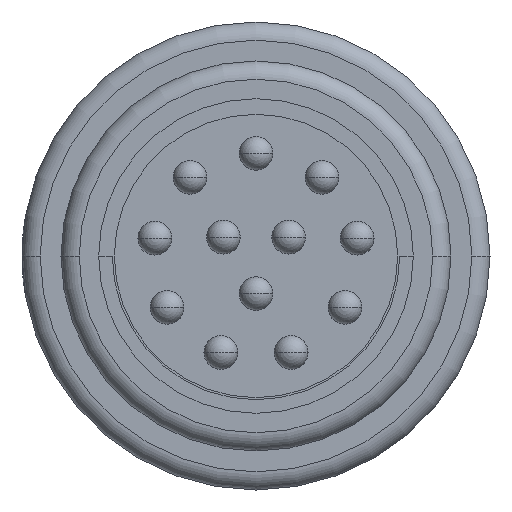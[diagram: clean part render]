
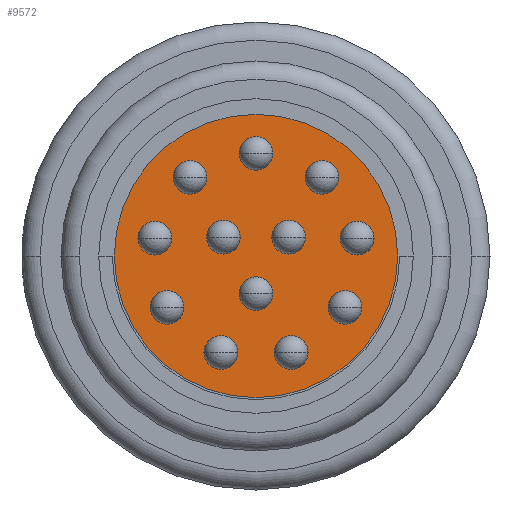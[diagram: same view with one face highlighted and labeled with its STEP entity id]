
A CAD part, left-side view. The second image highlights one B-rep face of the part: STEP entity #9572.
In plain terms, the highlighted planar face has unit normal (-1, 0, 0).
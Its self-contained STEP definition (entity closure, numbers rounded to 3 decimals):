
#3754=CARTESIAN_POINT('',(-2.1,0.,0.));
#3755=DIRECTION('',(-1.,0.,0.));
#3756=DIRECTION('',(0.,0.,1.));
#3757=AXIS2_PLACEMENT_3D('',#3754,#3755,#3756);
#3762=CARTESIAN_POINT('',(-2.1,0.,0.));
#3763=DIRECTION('',(-1.,0.,0.));
#3764=DIRECTION('',(0.,0.,-1.));
#3765=AXIS2_PLACEMENT_3D('',#3762,#3763,#3764);
#3770=CARTESIAN_POINT('',(-2.1,0.,3.95));
#3771=DIRECTION('',(-1.,0.,0.));
#3772=DIRECTION('',(0.,1.,0.));
#3773=AXIS2_PLACEMENT_3D('',#3770,#3771,#3772);
#3778=CARTESIAN_POINT('',(-2.1,0.,3.95));
#3779=DIRECTION('',(-1.,0.,0.));
#3780=DIRECTION('',(0.,-1.,0.));
#3781=AXIS2_PLACEMENT_3D('',#3778,#3779,#3780);
#3786=CARTESIAN_POINT('',(-2.1,2.539,3.026));
#3787=DIRECTION('',(-1.,0.,0.));
#3788=DIRECTION('',(0.,-1.,0.));
#3789=AXIS2_PLACEMENT_3D('',#3786,#3787,#3788);
#3794=CARTESIAN_POINT('',(-2.1,2.539,3.026));
#3795=DIRECTION('',(-1.,0.,0.));
#3796=DIRECTION('',(0.,1.,0.));
#3797=AXIS2_PLACEMENT_3D('',#3794,#3795,#3796);
#3802=CARTESIAN_POINT('',(-2.1,3.89,0.686));
#3803=DIRECTION('',(-1.,0.,0.));
#3804=DIRECTION('',(0.,-1.,0.));
#3805=AXIS2_PLACEMENT_3D('',#3802,#3803,#3804);
#3810=CARTESIAN_POINT('',(-2.1,3.89,0.686));
#3811=DIRECTION('',(-1.,0.,0.));
#3812=DIRECTION('',(0.,1.,0.));
#3813=AXIS2_PLACEMENT_3D('',#3810,#3811,#3812);
#3818=CARTESIAN_POINT('',(-2.1,3.421,-1.975));
#3819=DIRECTION('',(-1.,0.,0.));
#3820=DIRECTION('',(0.,-1.,0.));
#3821=AXIS2_PLACEMENT_3D('',#3818,#3819,#3820);
#3826=CARTESIAN_POINT('',(-2.1,3.421,-1.975));
#3827=DIRECTION('',(-1.,0.,0.));
#3828=DIRECTION('',(0.,1.,0.));
#3829=AXIS2_PLACEMENT_3D('',#3826,#3827,#3828);
#3834=CARTESIAN_POINT('',(-2.1,-2.539,3.026));
#3835=DIRECTION('',(-1.,0.,0.));
#3836=DIRECTION('',(0.,1.,0.));
#3837=AXIS2_PLACEMENT_3D('',#3834,#3835,#3836);
#3842=CARTESIAN_POINT('',(-2.1,-2.539,3.026));
#3843=DIRECTION('',(-1.,0.,0.));
#3844=DIRECTION('',(0.,-1.,0.));
#3845=AXIS2_PLACEMENT_3D('',#3842,#3843,#3844);
#3850=CARTESIAN_POINT('',(-2.1,1.351,-3.712));
#3851=DIRECTION('',(-1.,0.,0.));
#3852=DIRECTION('',(0.,-1.,0.));
#3853=AXIS2_PLACEMENT_3D('',#3850,#3851,#3852);
#3858=CARTESIAN_POINT('',(-2.1,1.351,-3.712));
#3859=DIRECTION('',(-1.,0.,0.));
#3860=DIRECTION('',(0.,1.,0.));
#3861=AXIS2_PLACEMENT_3D('',#3858,#3859,#3860);
#3866=CARTESIAN_POINT('',(-2.1,-3.421,-1.975));
#3867=DIRECTION('',(-1.,0.,0.));
#3868=DIRECTION('',(0.,-1.,0.));
#3869=AXIS2_PLACEMENT_3D('',#3866,#3867,#3868);
#3874=CARTESIAN_POINT('',(-2.1,-3.421,-1.975));
#3875=DIRECTION('',(-1.,0.,0.));
#3876=DIRECTION('',(0.,1.,0.));
#3877=AXIS2_PLACEMENT_3D('',#3874,#3875,#3876);
#3882=CARTESIAN_POINT('',(-2.1,-3.89,0.686));
#3883=DIRECTION('',(-1.,0.,0.));
#3884=DIRECTION('',(0.,-1.,0.));
#3885=AXIS2_PLACEMENT_3D('',#3882,#3883,#3884);
#3890=CARTESIAN_POINT('',(-2.1,-3.89,0.686));
#3891=DIRECTION('',(-1.,0.,0.));
#3892=DIRECTION('',(0.,1.,0.));
#3893=AXIS2_PLACEMENT_3D('',#3890,#3891,#3892);
#3898=CARTESIAN_POINT('',(-2.1,-1.256,0.725));
#3899=DIRECTION('',(-1.,0.,0.));
#3900=DIRECTION('',(0.,-1.,0.));
#3901=AXIS2_PLACEMENT_3D('',#3898,#3899,#3900);
#3906=CARTESIAN_POINT('',(-2.1,-1.256,0.725));
#3907=DIRECTION('',(-1.,0.,0.));
#3908=DIRECTION('',(0.,1.,0.));
#3909=AXIS2_PLACEMENT_3D('',#3906,#3907,#3908);
#3914=CARTESIAN_POINT('',(-2.1,1.256,0.725));
#3915=DIRECTION('',(-1.,0.,0.));
#3916=DIRECTION('',(0.,-1.,0.));
#3917=AXIS2_PLACEMENT_3D('',#3914,#3915,#3916);
#3922=CARTESIAN_POINT('',(-2.1,1.256,0.725));
#3923=DIRECTION('',(-1.,0.,0.));
#3924=DIRECTION('',(0.,1.,0.));
#3925=AXIS2_PLACEMENT_3D('',#3922,#3923,#3924);
#3930=CARTESIAN_POINT('',(-2.1,0.,-1.45));
#3931=DIRECTION('',(-1.,0.,0.));
#3932=DIRECTION('',(0.,-1.,0.));
#3933=AXIS2_PLACEMENT_3D('',#3930,#3931,#3932);
#3938=CARTESIAN_POINT('',(-2.1,0.,-1.45));
#3939=DIRECTION('',(-1.,0.,0.));
#3940=DIRECTION('',(0.,1.,0.));
#3941=AXIS2_PLACEMENT_3D('',#3938,#3939,#3940);
#3946=CARTESIAN_POINT('',(-2.1,-1.351,-3.712));
#3947=DIRECTION('',(-1.,0.,0.));
#3948=DIRECTION('',(0.,-1.,0.));
#3949=AXIS2_PLACEMENT_3D('',#3946,#3947,#3948);
#3954=CARTESIAN_POINT('',(-2.1,-1.351,-3.712));
#3955=DIRECTION('',(-1.,0.,0.));
#3956=DIRECTION('',(0.,1.,0.));
#3957=AXIS2_PLACEMENT_3D('',#3954,#3955,#3956);
#4514=CARTESIAN_POINT('',(-2.1,0.,5.45));
#4515=CARTESIAN_POINT('',(-2.1,0.,-5.45));
#4516=VERTEX_POINT('',#4514);
#4517=VERTEX_POINT('',#4515);
#4829=CARTESIAN_POINT('',(-2.1,0.65,3.95));
#4830=CARTESIAN_POINT('',(-2.1,-0.65,3.95));
#4831=VERTEX_POINT('',#4829);
#4832=VERTEX_POINT('',#4830);
#4833=CARTESIAN_POINT('',(-2.1,1.889,3.026));
#4834=CARTESIAN_POINT('',(-2.1,3.189,3.026));
#4835=VERTEX_POINT('',#4833);
#4836=VERTEX_POINT('',#4834);
#4837=CARTESIAN_POINT('',(-2.1,3.24,0.686));
#4838=CARTESIAN_POINT('',(-2.1,4.54,0.686));
#4839=VERTEX_POINT('',#4837);
#4840=VERTEX_POINT('',#4838);
#4841=CARTESIAN_POINT('',(-2.1,2.771,-1.975));
#4842=CARTESIAN_POINT('',(-2.1,4.071,-1.975));
#4843=VERTEX_POINT('',#4841);
#4844=VERTEX_POINT('',#4842);
#4845=CARTESIAN_POINT('',(-2.1,-1.889,3.026));
#4846=CARTESIAN_POINT('',(-2.1,-3.189,3.026));
#4847=VERTEX_POINT('',#4845);
#4848=VERTEX_POINT('',#4846);
#4849=CARTESIAN_POINT('',(-2.1,0.701,-3.712));
#4850=CARTESIAN_POINT('',(-2.1,2.001,-3.712));
#4851=VERTEX_POINT('',#4849);
#4852=VERTEX_POINT('',#4850);
#4853=CARTESIAN_POINT('',(-2.1,-4.071,-1.975));
#4854=CARTESIAN_POINT('',(-2.1,-2.771,-1.975));
#4855=VERTEX_POINT('',#4853);
#4856=VERTEX_POINT('',#4854);
#4857=CARTESIAN_POINT('',(-2.1,-4.54,0.686));
#4858=CARTESIAN_POINT('',(-2.1,-3.24,0.686));
#4859=VERTEX_POINT('',#4857);
#4860=VERTEX_POINT('',#4858);
#4861=CARTESIAN_POINT('',(-2.1,-1.906,0.725));
#4862=CARTESIAN_POINT('',(-2.1,-0.606,0.725));
#4863=VERTEX_POINT('',#4861);
#4864=VERTEX_POINT('',#4862);
#4865=CARTESIAN_POINT('',(-2.1,0.606,0.725));
#4866=CARTESIAN_POINT('',(-2.1,1.906,0.725));
#4867=VERTEX_POINT('',#4865);
#4868=VERTEX_POINT('',#4866);
#4869=CARTESIAN_POINT('',(-2.1,-0.65,-1.45));
#4870=CARTESIAN_POINT('',(-2.1,0.65,-1.45));
#4871=VERTEX_POINT('',#4869);
#4872=VERTEX_POINT('',#4870);
#5100=CARTESIAN_POINT('',(-2.1,-2.001,-3.712));
#5101=CARTESIAN_POINT('',(-2.1,-0.701,-3.712));
#5102=VERTEX_POINT('',#5100);
#5103=VERTEX_POINT('',#5101);
#9491=CARTESIAN_POINT('',(-2.1,0.,0.));
#9492=DIRECTION('',(1.,0.,0.));
#9493=DIRECTION('',(0.,0.,-1.));
#9494=AXIS2_PLACEMENT_3D('',#9491,#9492,#9493);
#9495=PLANE('',#9494);
#9496=ORIENTED_EDGE('',*,*,#9449,.F.);
#9497=ORIENTED_EDGE('',*,*,#9472,.F.);
#9498=EDGE_LOOP('',(#9496,#9497));
#9499=FACE_OUTER_BOUND('',#9498,.F.);
#9501=ORIENTED_EDGE('',*,*,#9500,.T.);
#9503=ORIENTED_EDGE('',*,*,#9502,.T.);
#9504=EDGE_LOOP('',(#9501,#9503));
#9505=FACE_BOUND('',#9504,.F.);
#9507=ORIENTED_EDGE('',*,*,#9506,.T.);
#9509=ORIENTED_EDGE('',*,*,#9508,.T.);
#9510=EDGE_LOOP('',(#9507,#9509));
#9511=FACE_BOUND('',#9510,.F.);
#9513=ORIENTED_EDGE('',*,*,#9512,.T.);
#9515=ORIENTED_EDGE('',*,*,#9514,.T.);
#9516=EDGE_LOOP('',(#9513,#9515));
#9517=FACE_BOUND('',#9516,.F.);
#9519=ORIENTED_EDGE('',*,*,#9518,.T.);
#9521=ORIENTED_EDGE('',*,*,#9520,.T.);
#9522=EDGE_LOOP('',(#9519,#9521));
#9523=FACE_BOUND('',#9522,.F.);
#9525=ORIENTED_EDGE('',*,*,#9524,.T.);
#9527=ORIENTED_EDGE('',*,*,#9526,.T.);
#9528=EDGE_LOOP('',(#9525,#9527));
#9529=FACE_BOUND('',#9528,.F.);
#9531=ORIENTED_EDGE('',*,*,#9530,.T.);
#9533=ORIENTED_EDGE('',*,*,#9532,.T.);
#9534=EDGE_LOOP('',(#9531,#9533));
#9535=FACE_BOUND('',#9534,.F.);
#9537=ORIENTED_EDGE('',*,*,#9536,.T.);
#9539=ORIENTED_EDGE('',*,*,#9538,.T.);
#9540=EDGE_LOOP('',(#9537,#9539));
#9541=FACE_BOUND('',#9540,.F.);
#9543=ORIENTED_EDGE('',*,*,#9542,.T.);
#9545=ORIENTED_EDGE('',*,*,#9544,.T.);
#9546=EDGE_LOOP('',(#9543,#9545));
#9547=FACE_BOUND('',#9546,.F.);
#9549=ORIENTED_EDGE('',*,*,#9548,.T.);
#9551=ORIENTED_EDGE('',*,*,#9550,.T.);
#9552=EDGE_LOOP('',(#9549,#9551));
#9553=FACE_BOUND('',#9552,.F.);
#9555=ORIENTED_EDGE('',*,*,#9554,.T.);
#9557=ORIENTED_EDGE('',*,*,#9556,.T.);
#9558=EDGE_LOOP('',(#9555,#9557));
#9559=FACE_BOUND('',#9558,.F.);
#9561=ORIENTED_EDGE('',*,*,#9560,.T.);
#9563=ORIENTED_EDGE('',*,*,#9562,.T.);
#9564=EDGE_LOOP('',(#9561,#9563));
#9565=FACE_BOUND('',#9564,.F.);
#9567=ORIENTED_EDGE('',*,*,#9566,.T.);
#9569=ORIENTED_EDGE('',*,*,#9568,.T.);
#9570=EDGE_LOOP('',(#9567,#9569));
#9571=FACE_BOUND('',#9570,.F.);
#3758=CIRCLE('',#3757,5.45);
#3766=CIRCLE('',#3765,5.45);
#3774=CIRCLE('',#3773,0.65);
#3782=CIRCLE('',#3781,0.65);
#3790=CIRCLE('',#3789,0.65);
#3798=CIRCLE('',#3797,0.65);
#3806=CIRCLE('',#3805,0.65);
#3814=CIRCLE('',#3813,0.65);
#3822=CIRCLE('',#3821,0.65);
#3830=CIRCLE('',#3829,0.65);
#3838=CIRCLE('',#3837,0.65);
#3846=CIRCLE('',#3845,0.65);
#3854=CIRCLE('',#3853,0.65);
#3862=CIRCLE('',#3861,0.65);
#3870=CIRCLE('',#3869,0.65);
#3878=CIRCLE('',#3877,0.65);
#3886=CIRCLE('',#3885,0.65);
#3894=CIRCLE('',#3893,0.65);
#3902=CIRCLE('',#3901,0.65);
#3910=CIRCLE('',#3909,0.65);
#3918=CIRCLE('',#3917,0.65);
#3926=CIRCLE('',#3925,0.65);
#3934=CIRCLE('',#3933,0.65);
#3942=CIRCLE('',#3941,0.65);
#3950=CIRCLE('',#3949,0.65);
#3958=CIRCLE('',#3957,0.65);
#9449=EDGE_CURVE('',#4516,#4517,#3758,.T.);
#9472=EDGE_CURVE('',#4517,#4516,#3766,.T.);
#9500=EDGE_CURVE('',#4831,#4832,#3774,.T.);
#9502=EDGE_CURVE('',#4832,#4831,#3782,.T.);
#9506=EDGE_CURVE('',#4835,#4836,#3790,.T.);
#9508=EDGE_CURVE('',#4836,#4835,#3798,.T.);
#9512=EDGE_CURVE('',#4839,#4840,#3806,.T.);
#9514=EDGE_CURVE('',#4840,#4839,#3814,.T.);
#9518=EDGE_CURVE('',#4843,#4844,#3822,.T.);
#9520=EDGE_CURVE('',#4844,#4843,#3830,.T.);
#9524=EDGE_CURVE('',#4847,#4848,#3838,.T.);
#9526=EDGE_CURVE('',#4848,#4847,#3846,.T.);
#9530=EDGE_CURVE('',#4851,#4852,#3854,.T.);
#9532=EDGE_CURVE('',#4852,#4851,#3862,.T.);
#9536=EDGE_CURVE('',#4855,#4856,#3870,.T.);
#9538=EDGE_CURVE('',#4856,#4855,#3878,.T.);
#9542=EDGE_CURVE('',#4859,#4860,#3886,.T.);
#9544=EDGE_CURVE('',#4860,#4859,#3894,.T.);
#9548=EDGE_CURVE('',#4863,#4864,#3902,.T.);
#9550=EDGE_CURVE('',#4864,#4863,#3910,.T.);
#9554=EDGE_CURVE('',#4867,#4868,#3918,.T.);
#9556=EDGE_CURVE('',#4868,#4867,#3926,.T.);
#9560=EDGE_CURVE('',#4871,#4872,#3934,.T.);
#9562=EDGE_CURVE('',#4872,#4871,#3942,.T.);
#9566=EDGE_CURVE('',#5102,#5103,#3950,.T.);
#9568=EDGE_CURVE('',#5103,#5102,#3958,.T.);
#9572=ADVANCED_FACE('',(#9499,#9505,#9511,#9517,#9523,#9529,#9535,#9541,#9547,
#9553,#9559,#9565,#9571),#9495,.F.);
